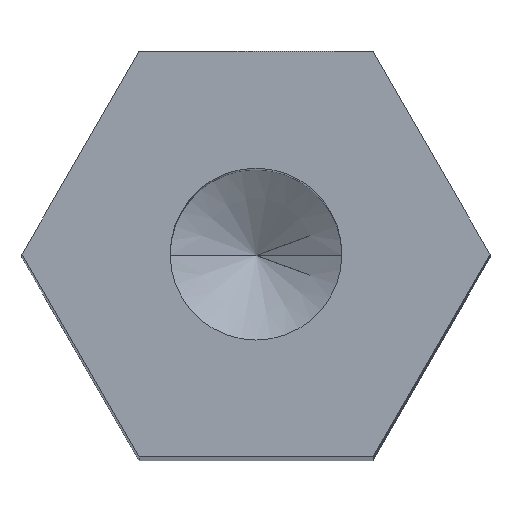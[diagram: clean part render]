
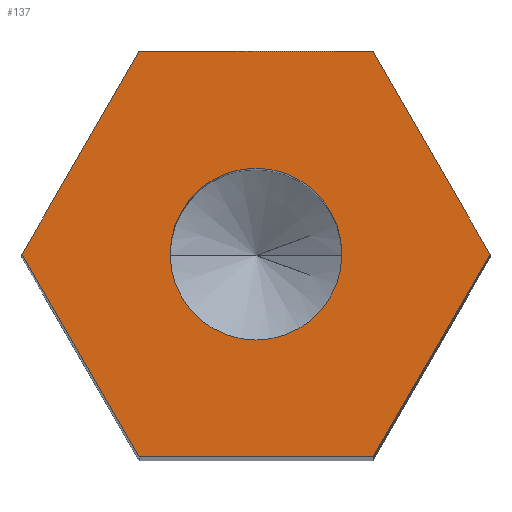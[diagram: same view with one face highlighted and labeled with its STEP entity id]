
A CAD part, top view. The second image highlights one B-rep face of the part: STEP entity #137.
In plain terms, the highlighted planar face has unit normal (0, 0, 1).
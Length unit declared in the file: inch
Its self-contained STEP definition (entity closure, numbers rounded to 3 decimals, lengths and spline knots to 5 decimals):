
#1 = DIRECTION ( 'NONE',  ( 1., 0., 0. ) ) ;
#2 = EDGE_CURVE ( 'NONE', #273, #243, #440, .T. ) ;
#29 = LINE ( 'NONE', #207, #278 ) ;
#33 = DIRECTION ( 'NONE',  ( -1., 0., 0. ) ) ;
#43 = VECTOR ( 'NONE', #33, 39.37008 ) ;
#48 = LINE ( 'NONE', #189, #289 ) ;
#49 = CARTESIAN_POINT ( 'NONE',  ( 0.10825, 0.1875, 2. ) ) ;
#52 = VERTEX_POINT ( 'NONE', #227 ) ;
#60 = VERTEX_POINT ( 'NONE', #71 ) ;
#63 = VERTEX_POINT ( 'NONE', #396 ) ;
#64 = CARTESIAN_POINT ( 'NONE',  ( 0., 0., 2. ) ) ;
#71 = CARTESIAN_POINT ( 'NONE',  ( 0.0795, 0., 2. ) ) ;
#85 = CARTESIAN_POINT ( 'NONE',  ( -0.10825, 0.1875, 2. ) ) ;
#97 = VERTEX_POINT ( 'NONE', #168 ) ;
#114 = VERTEX_POINT ( 'NONE', #272 ) ;
#116 = CARTESIAN_POINT ( 'NONE',  ( 0.10825, 0.1875, 2. ) ) ;
#118 = LINE ( 'NONE', #439, #246 ) ;
#137 = ADVANCED_FACE ( 'NONE', ( #316, #455 ), #419, .T. ) ;
#141 = DIRECTION ( 'NONE',  ( 0., 0., 1. ) ) ;
#145 = EDGE_CURVE ( 'NONE', #63, #60, #344, .T. ) ;
#150 = AXIS2_PLACEMENT_3D ( 'NONE', #64, #141, #423 ) ;
#159 = DIRECTION ( 'NONE',  ( -0.5, 0.866, 0. ) ) ;
#164 = AXIS2_PLACEMENT_3D ( 'NONE', #279, #203, #211 ) ;
#167 = ORIENTED_EDGE ( 'NONE', *, *, #145, .F. ) ;
#168 = CARTESIAN_POINT ( 'NONE',  ( 0.21651, 0., 2. ) ) ;
#183 = ORIENTED_EDGE ( 'NONE', *, *, #206, .F. ) ;
#189 = CARTESIAN_POINT ( 'NONE',  ( -0.10825, -0.1875, 2. ) ) ;
#202 = ORIENTED_EDGE ( 'NONE', *, *, #2, .T. ) ;
#203 = DIRECTION ( 'NONE',  ( 0., 0., 1. ) ) ;
#206 = EDGE_CURVE ( 'NONE', #60, #63, #367, .T. ) ;
#207 = CARTESIAN_POINT ( 'NONE',  ( 0.10825, -0.1875, 2. ) ) ;
#211 = DIRECTION ( 'NONE',  ( 1., 0., 0. ) ) ;
#215 = EDGE_CURVE ( 'NONE', #453, #273, #288, .T. ) ;
#218 = CARTESIAN_POINT ( 'NONE',  ( 0.21651, 0., 2. ) ) ;
#227 = CARTESIAN_POINT ( 'NONE',  ( 0.10825, -0.1875, 2. ) ) ;
#230 = VECTOR ( 'NONE', #159, 39.37008 ) ;
#243 = VERTEX_POINT ( 'NONE', #377 ) ;
#246 = VECTOR ( 'NONE', #257, 39.37008 ) ;
#251 = CARTESIAN_POINT ( 'NONE',  ( -0.10825, 0.1875, 2. ) ) ;
#257 = DIRECTION ( 'NONE',  ( 0.5, -0.866, 0. ) ) ;
#272 = CARTESIAN_POINT ( 'NONE',  ( -0.10825, -0.1875, 2. ) ) ;
#273 = VERTEX_POINT ( 'NONE', #85 ) ;
#276 = VECTOR ( 'NONE', #330, 39.37008 ) ;
#278 = VECTOR ( 'NONE', #291, 39.37008 ) ;
#279 = CARTESIAN_POINT ( 'NONE',  ( 0., 0., 2. ) ) ;
#284 = ORIENTED_EDGE ( 'NONE', *, *, #215, .T. ) ;
#288 = LINE ( 'NONE', #49, #43 ) ;
#289 = VECTOR ( 'NONE', #1, 39.37008 ) ;
#291 = DIRECTION ( 'NONE',  ( 0.5, 0.866, 0. ) ) ;
#294 = EDGE_CURVE ( 'NONE', #52, #97, #29, .T. ) ;
#305 = EDGE_LOOP ( 'NONE', ( #343, #284, #202, #319, #315, #332 ) ) ;
#315 = ORIENTED_EDGE ( 'NONE', *, *, #432, .T. ) ;
#316 = FACE_BOUND ( 'NONE', #401, .T. ) ;
#319 = ORIENTED_EDGE ( 'NONE', *, *, #462, .T. ) ;
#330 = DIRECTION ( 'NONE',  ( -0.5, -0.866, 0. ) ) ;
#332 = ORIENTED_EDGE ( 'NONE', *, *, #294, .T. ) ;
#333 = LINE ( 'NONE', #218, #230 ) ;
#342 = DIRECTION ( 'NONE',  ( 1., 0., 0. ) ) ;
#343 = ORIENTED_EDGE ( 'NONE', *, *, #417, .T. ) ;
#344 = CIRCLE ( 'NONE', #164, 0.0795 ) ;
#367 = CIRCLE ( 'NONE', #437, 0.0795 ) ;
#374 = DIRECTION ( 'NONE',  ( 0., 0., 1. ) ) ;
#377 = CARTESIAN_POINT ( 'NONE',  ( -0.21651, 0., 2. ) ) ;
#396 = CARTESIAN_POINT ( 'NONE',  ( -0.0795, 0., 2. ) ) ;
#401 = EDGE_LOOP ( 'NONE', ( #183, #167 ) ) ;
#417 = EDGE_CURVE ( 'NONE', #97, #453, #333, .T. ) ;
#419 = PLANE ( 'NONE',  #150 ) ;
#423 = DIRECTION ( 'NONE',  ( 1., 0., 0. ) ) ;
#430 = CARTESIAN_POINT ( 'NONE',  ( 0., 0., 2. ) ) ;
#432 = EDGE_CURVE ( 'NONE', #114, #52, #48, .T. ) ;
#437 = AXIS2_PLACEMENT_3D ( 'NONE', #430, #374, #342 ) ;
#439 = CARTESIAN_POINT ( 'NONE',  ( -0.21651, 0., 2. ) ) ;
#440 = LINE ( 'NONE', #251, #276 ) ;
#453 = VERTEX_POINT ( 'NONE', #116 ) ;
#455 = FACE_OUTER_BOUND ( 'NONE', #305, .T. ) ;
#462 = EDGE_CURVE ( 'NONE', #243, #114, #118, .T. ) ;
